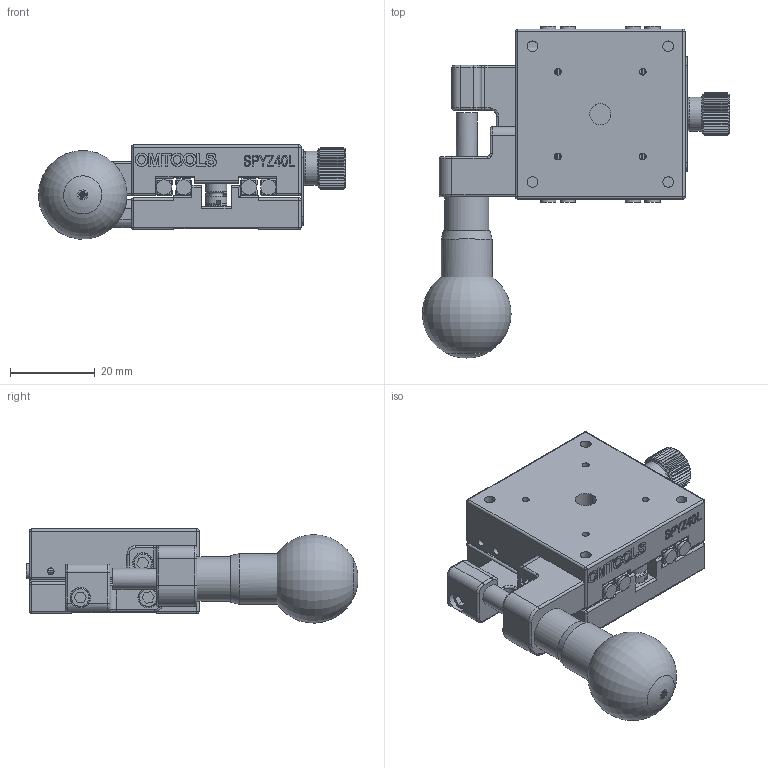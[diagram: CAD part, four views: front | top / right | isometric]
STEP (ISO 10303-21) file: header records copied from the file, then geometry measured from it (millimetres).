
FILE_DESCRIPTION (( 'STEP AP214' ), '1' );
FILE_NAME ('SPYZ40L 忒雄弇痄怢.STEP', '2021-08-05T01:07:25', ( '' ), ( '' ), 'SwSTEP 2.0', 'SolidWorks 2018', '' );
FILE_SCHEMA (( 'AUTOMOTIVE_DESIGN' ));
Length unit declared in the file: millimetre
Products named in the file (1): SPYZ40L 忒雄弇痄怢
Bounding box: 72.46 x 78.28 x 22.22 mm (x, y, z)
Surface area: 18913.3 mm2 (no closed solid volume)
Topology: 0 solids, 28 shells, 696 faces, 2100 edges, 1372 vertices
Faces by surface type: plane 433, cylinder 174, bspline 34, torus 25, sphere 16, cone 14
Full cylindrical faces by diameter (mm): 1.6 x6, 2.5 x8, 3 x4, 3.4 x4, 3.5 x2, 3.6 x8, 4.8 x3, 5 x6, 8 x1, 9 x1, 9.5 x2, 10.5 x1, 11.995 x1, 13 x1
Entity records: 35688 total; most frequent: CARTESIAN_POINT 10256, DIRECTION 3477, ORIENTED_EDGE 3463, EDGE_CURVE 1989, VERTEX_POINT 1347, LINE 1241, VECTOR 1241, AXIS2_PLACEMENT_3D 1118
